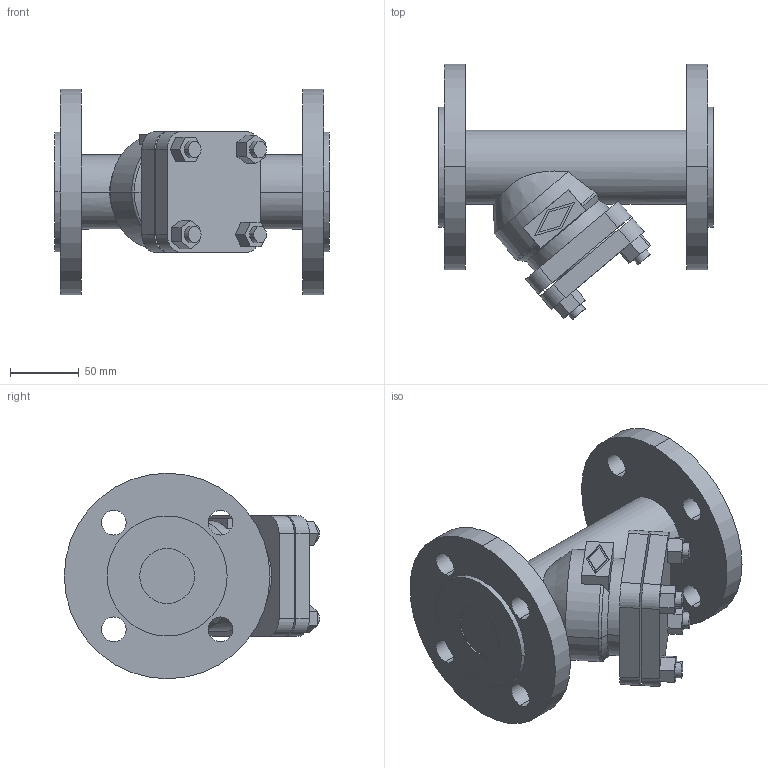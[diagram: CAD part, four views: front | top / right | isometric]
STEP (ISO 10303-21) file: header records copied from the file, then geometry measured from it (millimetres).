
FILE_DESCRIPTION(('OneSpaceDesigner STEP Export'),'2;1');
FILE_NAME('c000001933.stp','2005-09-26T11:55:30',(''),(''),'OneSpace Designer STEP processor (Jan. 2003) for AP203(Solid Model)','OneSpace Designer 12.01D 09-Jul-2004 (C) CoCreate Software GmbH','');
FILE_SCHEMA(('CONFIG_CONTROL_DESIGN'));
Length unit declared in the file: millimetre
Products named in the file (1): 1
Bounding box: 200 x 186.26 x 150 mm (x, y, z)
Volume: 1349221.2 mm3; surface area: 155610.1 mm2
Topology: 1 solids, 1 shells, 126 faces, 317 edges, 210 vertices
Faces by surface type: plane 67, cylinder 52, cone 4, torus 3
Entity records: 4000 total; most frequent: CARTESIAN_POINT 740, ORIENTED_EDGE 634, DIRECTION 524, SURFACE_CURVE 317, EDGE_CURVE 317, VERTEX_POINT 210, VECTOR 184, LINE 184
